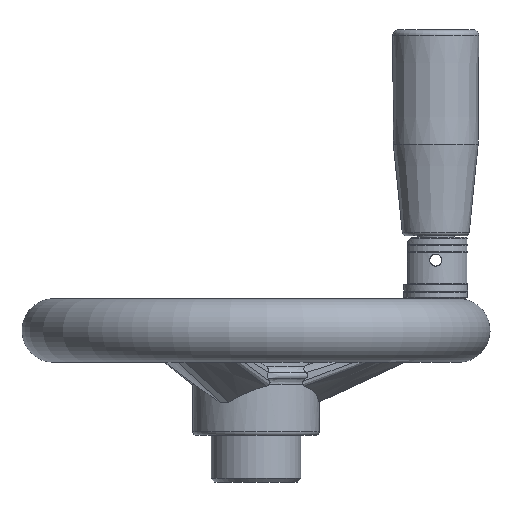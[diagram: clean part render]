
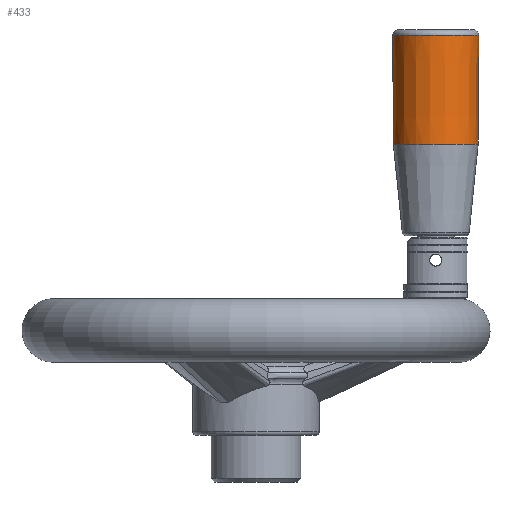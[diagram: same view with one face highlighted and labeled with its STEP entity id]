
A CAD part, front view. The second image highlights one B-rep face of the part: STEP entity #433.
In plain terms, the highlighted conical face has half-angle 0.329 degrees and reference radius 11.325 mm.
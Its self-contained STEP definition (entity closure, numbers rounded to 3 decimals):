
#433 = ADVANCED_FACE( '', ( #959, #960 ), #961, .T. );
#959 = FACE_OUTER_BOUND( '', #2582, .T. );
#960 = FACE_BOUND( '', #2583, .T. );
#961 = CONICAL_SURFACE( '', #2584, 11.325, 0.006 );
#2582 = EDGE_LOOP( '', ( #4279 ) );
#2583 = EDGE_LOOP( '', ( #4280 ) );
#2584 = AXIS2_PLACEMENT_3D( '', #4281, #4282, #4283 );
#4279 = ORIENTED_EDGE( '', *, *, #5376, .T. );
#4280 = ORIENTED_EDGE( '', *, *, #5070, .T. );
#4281 = CARTESIAN_POINT( '', ( 48., 0., 90.311 ) );
#4282 = DIRECTION( '', ( 0., 0., 1. ) );
#4283 = DIRECTION( '', ( -0.744, -0.669, 0. ) );
#5070 = EDGE_CURVE( '', #5811, #5811, #5812, .T. );
#5376 = EDGE_CURVE( '', #6263, #6263, #6264, .T. );
#5811 = VERTEX_POINT( '', #7353 );
#5812 = CIRCLE( '', #7354, 11.325 );
#6263 = VERTEX_POINT( '', #9381 );
#6264 = CIRCLE( '', #9382, 11.491 );
#7353 = CARTESIAN_POINT( '', ( 39.579, -7.573, 90.311 ) );
#7354 = AXIS2_PLACEMENT_3D( '', #10127, #10128, #10129 );
#9381 = CARTESIAN_POINT( '', ( 56.545, 7.684, 119.302 ) );
#9382 = AXIS2_PLACEMENT_3D( '', #10398, #10399, #10400 );
#10127 = CARTESIAN_POINT( '', ( 48., 0., 90.311 ) );
#10128 = DIRECTION( '', ( 0., 0., 1. ) );
#10129 = DIRECTION( '', ( -0.744, -0.669, 0. ) );
#10398 = CARTESIAN_POINT( '', ( 48., 0., 119.302 ) );
#10399 = DIRECTION( '', ( 0., 0., -1. ) );
#10400 = DIRECTION( '', ( 0.744, 0.669, 0. ) );
